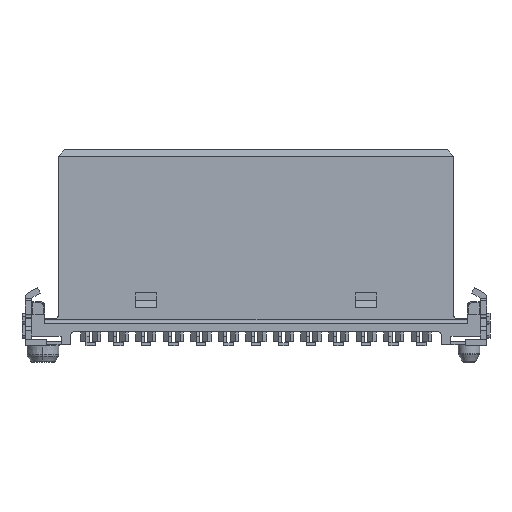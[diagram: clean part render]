
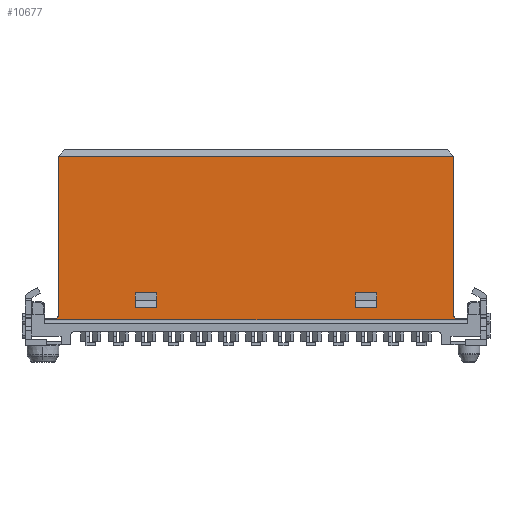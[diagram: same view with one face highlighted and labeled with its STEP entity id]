
A CAD part, front view. The second image highlights one B-rep face of the part: STEP entity #10677.
In plain terms, the highlighted planar face has unit normal (0, -1, 0).
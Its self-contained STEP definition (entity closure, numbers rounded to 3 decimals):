
#3223=CARTESIAN_POINT('',(9.745,-1.525,1.2));
#3224=VERTEX_POINT('',#3223);
#3282=CARTESIAN_POINT('',(9.745,-1.525,1.25));
#3283=VERTEX_POINT('',#3282);
#3290=CARTESIAN_POINT('',(9.745,-1.525,1.25));
#3291=DIRECTION('',(0.0,0.0,-1.0));
#3292=VECTOR('',#3291,0.05);
#3293=LINE('',#3290,#3292);
#3294=EDGE_CURVE('',#3283,#3224,#3293,.T.);
#5225=CARTESIAN_POINT('',(4.58,-1.525,2.45));
#5226=VERTEX_POINT('',#5225);
#5227=CARTESIAN_POINT('',(4.58,-1.525,1.76));
#5228=VERTEX_POINT('',#5227);
#5229=CARTESIAN_POINT('',(4.58,-1.525,2.45));
#5230=DIRECTION('',(0.0,0.0,-1.0));
#5231=VECTOR('',#5230,0.69);
#5232=LINE('',#5229,#5231);
#5233=EDGE_CURVE('',#5226,#5228,#5232,.T.);
#5265=CARTESIAN_POINT('',(5.58,-1.525,2.45));
#5266=VERTEX_POINT('',#5265);
#5267=CARTESIAN_POINT('',(5.58,-1.525,1.76));
#5268=VERTEX_POINT('',#5267);
#5269=CARTESIAN_POINT('',(5.58,-1.525,2.45));
#5270=DIRECTION('',(0.0,0.0,-1.0));
#5271=VECTOR('',#5270,0.69);
#5272=LINE('',#5269,#5271);
#5273=EDGE_CURVE('',#5266,#5268,#5272,.T.);
#5313=CARTESIAN_POINT('',(5.58,-1.525,2.45));
#5314=DIRECTION('',(-1.0,0.0,0.0));
#5315=VECTOR('',#5314,1.0);
#5316=LINE('',#5313,#5315);
#5317=EDGE_CURVE('',#5266,#5226,#5316,.T.);
#5345=CARTESIAN_POINT('',(5.58,-1.525,1.76));
#5346=DIRECTION('',(-1.0,0.0,0.0));
#5347=VECTOR('',#5346,1.0);
#5348=LINE('',#5345,#5347);
#5349=EDGE_CURVE('',#5268,#5228,#5348,.T.);
#5497=CARTESIAN_POINT('',(9.28,-1.525,1.25));
#5498=VERTEX_POINT('',#5497);
#5499=CARTESIAN_POINT('',(9.13,-1.525,1.4));
#5500=VERTEX_POINT('',#5499);
#5501=CARTESIAN_POINT('',(9.28,-1.525,1.4));
#5502=DIRECTION('',(0.0,1.0,0.0));
#5503=DIRECTION('',(-1.0,0.0,0.0));
#5504=AXIS2_PLACEMENT_3D('',#5501,#5502,#5503);
#5505=CIRCLE('',#5504,0.15);
#5506=EDGE_CURVE('',#5498,#5500,#5505,.T.);
#5619=CARTESIAN_POINT('',(9.28,-1.525,1.25));
#5620=DIRECTION('',(1.0,0.0,0.0));
#5621=VECTOR('',#5620,0.465);
#5622=LINE('',#5619,#5621);
#5623=EDGE_CURVE('',#5498,#3283,#5622,.T.);
#5641=CARTESIAN_POINT('',(9.13,-1.525,8.75));
#5642=VERTEX_POINT('',#5641);
#5651=CARTESIAN_POINT('',(9.13,-1.525,8.75));
#5652=DIRECTION('',(0.0,0.0,-1.0));
#5653=VECTOR('',#5652,7.35);
#5654=LINE('',#5651,#5653);
#5655=EDGE_CURVE('',#5642,#5500,#5654,.T.);
#7301=CARTESIAN_POINT('',(-9.745,-1.525,1.2));
#7302=VERTEX_POINT('',#7301);
#7310=CARTESIAN_POINT('',(-9.745,-1.525,1.25));
#7311=VERTEX_POINT('',#7310);
#7312=CARTESIAN_POINT('',(-9.745,-1.525,1.2));
#7313=DIRECTION('',(0.0,0.0,1.0));
#7314=VECTOR('',#7313,0.05);
#7315=LINE('',#7312,#7314);
#7316=EDGE_CURVE('',#7302,#7311,#7315,.T.);
#7702=CARTESIAN_POINT('',(-9.28,-1.525,1.25));
#7703=VERTEX_POINT('',#7702);
#7704=CARTESIAN_POINT('',(-9.745,-1.525,1.25));
#7705=DIRECTION('',(1.0,0.0,0.0));
#7706=VECTOR('',#7705,0.465);
#7707=LINE('',#7704,#7706);
#7708=EDGE_CURVE('',#7311,#7703,#7707,.T.);
#7823=CARTESIAN_POINT('',(-9.13,-1.525,1.4));
#7824=VERTEX_POINT('',#7823);
#7825=CARTESIAN_POINT('',(-9.28,-1.525,1.4));
#7826=DIRECTION('',(0.0,1.0,0.0));
#7827=DIRECTION('',(-1.0,0.0,0.0));
#7828=AXIS2_PLACEMENT_3D('',#7825,#7826,#7827);
#7829=CIRCLE('',#7828,0.15);
#7830=EDGE_CURVE('',#7824,#7703,#7829,.T.);
#7846=CARTESIAN_POINT('',(-9.745,-1.525,1.2));
#7847=DIRECTION('',(1.0,0.0,0.0));
#7848=VECTOR('',#7847,19.49);
#7849=LINE('',#7846,#7848);
#7850=EDGE_CURVE('',#7302,#3224,#7849,.T.);
#7865=CARTESIAN_POINT('',(-4.58,-1.525,2.45));
#7866=VERTEX_POINT('',#7865);
#7873=CARTESIAN_POINT('',(-5.58,-1.525,2.45));
#7874=VERTEX_POINT('',#7873);
#7875=CARTESIAN_POINT('',(-5.58,-1.525,2.45));
#7876=DIRECTION('',(1.0,0.0,0.0));
#7877=VECTOR('',#7876,1.0);
#7878=LINE('',#7875,#7877);
#7879=EDGE_CURVE('',#7874,#7866,#7878,.T.);
#7934=CARTESIAN_POINT('',(-4.58,-1.525,1.76));
#7935=VERTEX_POINT('',#7934);
#7943=CARTESIAN_POINT('',(-5.58,-1.525,1.76));
#7944=VERTEX_POINT('',#7943);
#7951=CARTESIAN_POINT('',(-5.58,-1.525,1.76));
#7952=DIRECTION('',(1.0,0.0,0.0));
#7953=VECTOR('',#7952,1.0);
#7954=LINE('',#7951,#7953);
#7955=EDGE_CURVE('',#7944,#7935,#7954,.T.);
#7965=CARTESIAN_POINT('',(-5.58,-1.525,2.45));
#7966=DIRECTION('',(0.0,0.0,-1.0));
#7967=VECTOR('',#7966,0.69);
#7968=LINE('',#7965,#7967);
#7969=EDGE_CURVE('',#7874,#7944,#7968,.T.);
#7982=CARTESIAN_POINT('',(-4.58,-1.525,2.45));
#7983=DIRECTION('',(0.0,0.0,-1.0));
#7984=VECTOR('',#7983,0.69);
#7985=LINE('',#7982,#7984);
#7986=EDGE_CURVE('',#7866,#7935,#7985,.T.);
#10239=CARTESIAN_POINT('',(-9.13,-1.525,8.75));
#10240=VERTEX_POINT('',#10239);
#10247=CARTESIAN_POINT('',(-9.13,-1.525,8.75));
#10248=DIRECTION('',(1.0,0.0,0.0));
#10249=VECTOR('',#10248,18.26);
#10250=LINE('',#10247,#10249);
#10251=EDGE_CURVE('',#10240,#5642,#10250,.T.);
#10643=CARTESIAN_POINT('',(24.37,-1.525,6.475));
#10644=DIRECTION('',(0.0,-1.0,0.0));
#10645=DIRECTION('',(0.0,0.0,-1.0));
#10646=AXIS2_PLACEMENT_3D('',#10643,#10644,#10645);
#10647=PLANE('',#10646);
#10648=ORIENTED_EDGE('',*,*,#10251,.F.);
#10649=CARTESIAN_POINT('',(-9.13,-1.525,1.4));
#10650=DIRECTION('',(0.0,0.0,1.0));
#10651=VECTOR('',#10650,7.35);
#10652=LINE('',#10649,#10651);
#10653=EDGE_CURVE('',#7824,#10240,#10652,.T.);
#10654=ORIENTED_EDGE('',*,*,#10653,.F.);
#10655=ORIENTED_EDGE('',*,*,#7830,.T.);
#10656=ORIENTED_EDGE('',*,*,#7708,.F.);
#10657=ORIENTED_EDGE('',*,*,#7316,.F.);
#10658=ORIENTED_EDGE('',*,*,#7850,.T.);
#10659=ORIENTED_EDGE('',*,*,#3294,.F.);
#10660=ORIENTED_EDGE('',*,*,#5623,.F.);
#10661=ORIENTED_EDGE('',*,*,#5506,.T.);
#10662=ORIENTED_EDGE('',*,*,#5655,.F.);
#10663=EDGE_LOOP('',(#10648,#10654,#10655,#10656,#10657,#10658,#10659,#10660,#10661,#10662));
#10664=FACE_OUTER_BOUND('',#10663,.T.);
#10665=ORIENTED_EDGE('',*,*,#5317,.F.);
#10666=ORIENTED_EDGE('',*,*,#5273,.T.);
#10667=ORIENTED_EDGE('',*,*,#5349,.T.);
#10668=ORIENTED_EDGE('',*,*,#5233,.F.);
#10669=EDGE_LOOP('',(#10665,#10666,#10667,#10668));
#10670=FACE_BOUND('',#10669,.T.);
#10671=ORIENTED_EDGE('',*,*,#7955,.F.);
#10672=ORIENTED_EDGE('',*,*,#7969,.F.);
#10673=ORIENTED_EDGE('',*,*,#7879,.T.);
#10674=ORIENTED_EDGE('',*,*,#7986,.T.);
#10675=EDGE_LOOP('',(#10671,#10672,#10673,#10674));
#10676=FACE_BOUND('',#10675,.T.);
#10677=ADVANCED_FACE('',(#10664,#10670,#10676),#10647,.T.);
